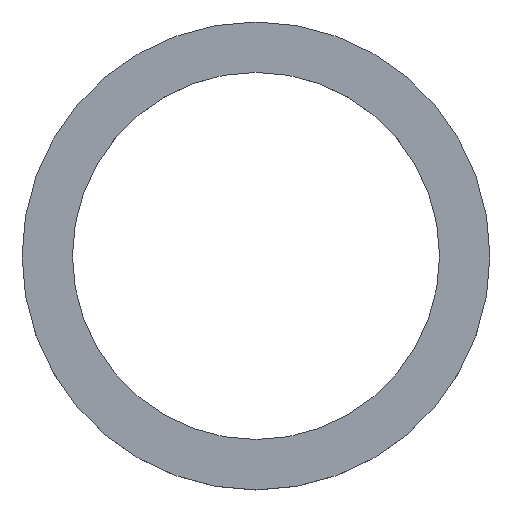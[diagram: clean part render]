
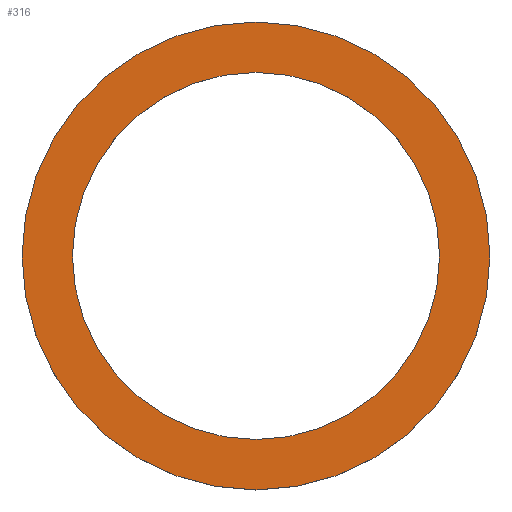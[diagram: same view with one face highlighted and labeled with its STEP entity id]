
A CAD part, top view. The second image highlights one B-rep face of the part: STEP entity #316.
In plain terms, the highlighted planar face has unit normal (0, 0, 1).
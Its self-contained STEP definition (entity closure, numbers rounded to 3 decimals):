
#10 = VERTEX_POINT ( 'NONE', #254 ) ;
#17 = EDGE_LOOP ( 'NONE', ( #56, #297 ) ) ;
#42 = FACE_BOUND ( 'NONE', #384, .T. ) ;
#56 = ORIENTED_EDGE ( 'NONE', *, *, #166, .T. ) ;
#63 = CARTESIAN_POINT ( 'NONE',  ( 0., 0., 0. ) ) ;
#98 = AXIS2_PLACEMENT_3D ( 'NONE', #426, #293, #288 ) ;
#107 = DIRECTION ( 'NONE',  ( 0., 0., 1. ) ) ;
#122 = ORIENTED_EDGE ( 'NONE', *, *, #505, .F. ) ;
#132 = VERTEX_POINT ( 'NONE', #336 ) ;
#161 = AXIS2_PLACEMENT_3D ( 'NONE', #63, #107, #472 ) ;
#166 = EDGE_CURVE ( 'NONE', #132, #10, #471, .T. ) ;
#179 = EDGE_CURVE ( 'NONE', #513, #342, #465, .T. ) ;
#199 = AXIS2_PLACEMENT_3D ( 'NONE', #299, #321, #463 ) ;
#203 = FACE_OUTER_BOUND ( 'NONE', #17, .T. ) ;
#217 = CIRCLE ( 'NONE', #98, 65. ) ;
#218 = DIRECTION ( 'NONE',  ( 1., 0., 0. ) ) ;
#221 = DIRECTION ( 'NONE',  ( 0., 0., 1. ) ) ;
#235 = CARTESIAN_POINT ( 'NONE',  ( 0., 0., 0. ) ) ;
#243 = CARTESIAN_POINT ( 'NONE',  ( -51., 0., 0. ) ) ;
#244 = PLANE ( 'NONE',  #199 ) ;
#254 = CARTESIAN_POINT ( 'NONE',  ( -65., 0., 0. ) ) ;
#257 = AXIS2_PLACEMENT_3D ( 'NONE', #352, #345, #310 ) ;
#281 = EDGE_CURVE ( 'NONE', #10, #132, #217, .T. ) ;
#285 = CARTESIAN_POINT ( 'NONE',  ( 51., 0., 0. ) ) ;
#288 = DIRECTION ( 'NONE',  ( 1., 0., 0. ) ) ;
#293 = DIRECTION ( 'NONE',  ( 0., 0., 1. ) ) ;
#297 = ORIENTED_EDGE ( 'NONE', *, *, #281, .T. ) ;
#299 = CARTESIAN_POINT ( 'NONE',  ( 0., 51., 0. ) ) ;
#310 = DIRECTION ( 'NONE',  ( 1., 0., 0. ) ) ;
#316 = ADVANCED_FACE ( 'NONE', ( #42, #203 ), #244, .F. ) ;
#321 = DIRECTION ( 'NONE',  ( 0., 0., -1. ) ) ;
#324 = ORIENTED_EDGE ( 'NONE', *, *, #179, .F. ) ;
#336 = CARTESIAN_POINT ( 'NONE',  ( 65., 0., 0. ) ) ;
#342 = VERTEX_POINT ( 'NONE', #285 ) ;
#345 = DIRECTION ( 'NONE',  ( 0., 0., 1. ) ) ;
#352 = CARTESIAN_POINT ( 'NONE',  ( 0., 0., 0. ) ) ;
#353 = AXIS2_PLACEMENT_3D ( 'NONE', #235, #221, #218 ) ;
#384 = EDGE_LOOP ( 'NONE', ( #122, #324 ) ) ;
#426 = CARTESIAN_POINT ( 'NONE',  ( 0., 0., 0. ) ) ;
#431 = CIRCLE ( 'NONE', #161, 51. ) ;
#463 = DIRECTION ( 'NONE',  ( -1., 0., 0. ) ) ;
#465 = CIRCLE ( 'NONE', #353, 51. ) ;
#471 = CIRCLE ( 'NONE', #257, 65. ) ;
#472 = DIRECTION ( 'NONE',  ( 1., 0., 0. ) ) ;
#505 = EDGE_CURVE ( 'NONE', #342, #513, #431, .T. ) ;
#513 = VERTEX_POINT ( 'NONE', #243 ) ;
